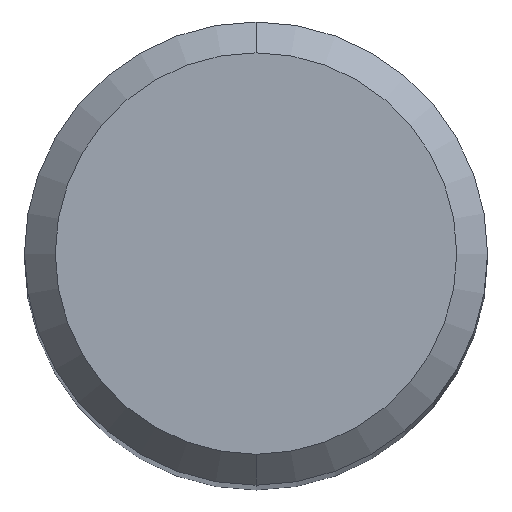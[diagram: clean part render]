
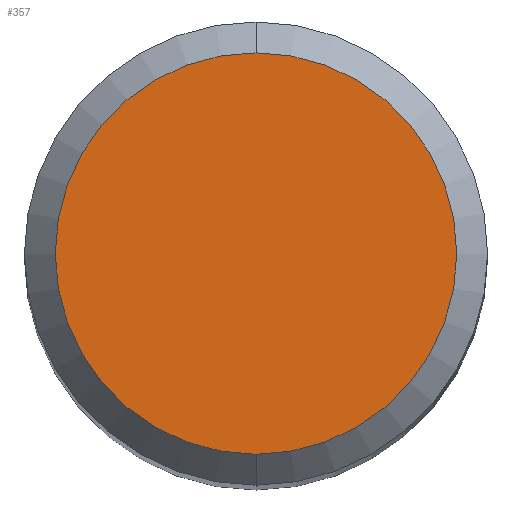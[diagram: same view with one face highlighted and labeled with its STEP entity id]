
A CAD part, top view. The second image highlights one B-rep face of the part: STEP entity #357.
In plain terms, the highlighted planar face has unit normal (0, 0, 1).
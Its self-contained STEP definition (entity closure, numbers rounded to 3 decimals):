
#225=VERTEX_POINT('',#507);
#245=VERTEX_POINT('',#529);
#331=EDGE_CURVE('',#245,#225,#626,.T.);
#351=EDGE_CURVE('',#225,#245,#646,.T.);
#357=ADVANCED_FACE('',(#652),#653,.T.);
#507=CARTESIAN_POINT('',(0.0,2.6,0.0));
#529=CARTESIAN_POINT('',(0.,-2.6,0.0));
#626=CIRCLE('',#1093,2.6);
#646=CIRCLE('',#1159,2.6);
#652=FACE_OUTER_BOUND('',#1177,.T.);
#653=PLANE('',#1178);
#1093=AXIS2_PLACEMENT_3D('',#1540,#1541,#1542);
#1159=AXIS2_PLACEMENT_3D('',#1545,#1546,#1547);
#1177=EDGE_LOOP('',(#1550,#1551));
#1178=AXIS2_PLACEMENT_3D('',#1552,#1553,#1554);
#1540=CARTESIAN_POINT('',(0.0,0.0,0.0));
#1541=DIRECTION('',(0.0,0.0,-1.0));
#1542=DIRECTION('',(0.0,1.0,0.0));
#1545=CARTESIAN_POINT('',(0.0,0.0,0.0));
#1546=DIRECTION('',(0.0,0.0,-1.0));
#1547=DIRECTION('',(0.0,1.0,0.0));
#1550=ORIENTED_EDGE('',*,*,#351,.F.);
#1551=ORIENTED_EDGE('',*,*,#331,.F.);
#1552=CARTESIAN_POINT('',(0.0,1.3,0.0));
#1553=DIRECTION('',(-0.0,0.0,1.0));
#1554=DIRECTION('',(0.0,-1.0,0.0));
